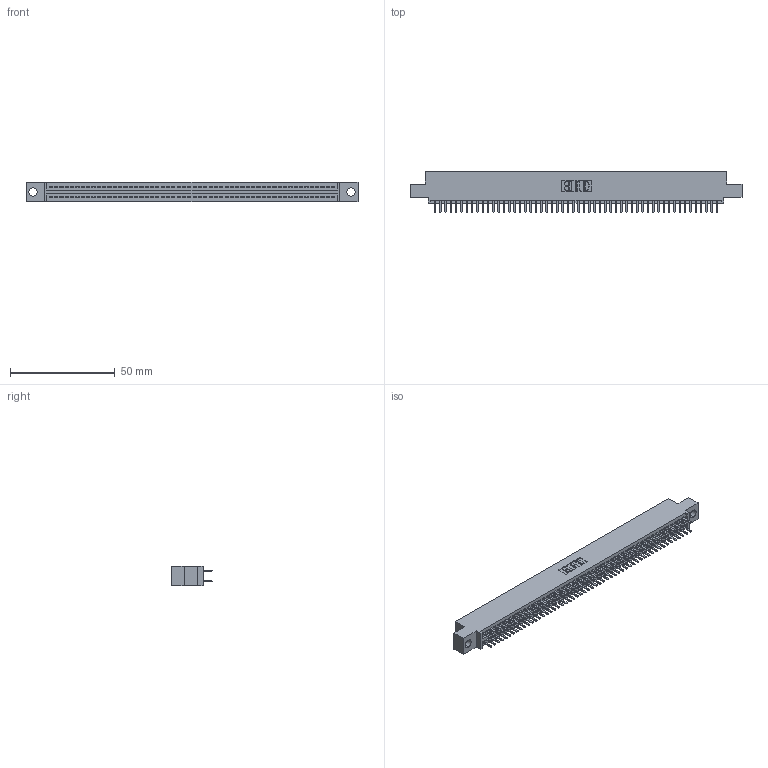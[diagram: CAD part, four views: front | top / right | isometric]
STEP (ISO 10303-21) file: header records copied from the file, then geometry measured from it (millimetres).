
FILE_DESCRIPTION (( 'STEP AP203' ), '1' );
FILE_NAME ('345-108-520-504.STEP', '2018-10-07T05:00:27', ( '' ), ( '' ), 'SwSTEP 2.0', 'SolidWorks 2016', '' );
FILE_SCHEMA (( 'CONFIG_CONTROL_DESIGN' ));
Length unit declared in the file: inch
Products named in the file (3): 345-292-001_345-293-120; 345 Part_0.110 Offset - 0.156 Dia-TH; 345-108-520-504
Assembly tree (109 placements, depth 2):
  345-108-520-504
    345 Part_0.110 Offset - 0.156 Dia-TH
    345-292-001_345-293-120  x108
Bounding box: 158.37 x 19.68 x 9.4 mm (x, y, z)
Volume: 15286.8 mm3; surface area: 22635.9 mm2
Topology: 109 solids, 109 shells, 5962 faces, 17309 edges, 11250 vertices
Faces by surface type: plane 3864, cylinder 2098
Entity records: 41003 total; most frequent: CARTESIAN_POINT 6876, ORIENTED_EDGE 6798, DIRECTION 6035, EDGE_CURVE 3399, VECTOR 3047, LINE 3047, VERTEX_POINT 2262, AXIS2_PLACEMENT_3D 1494
